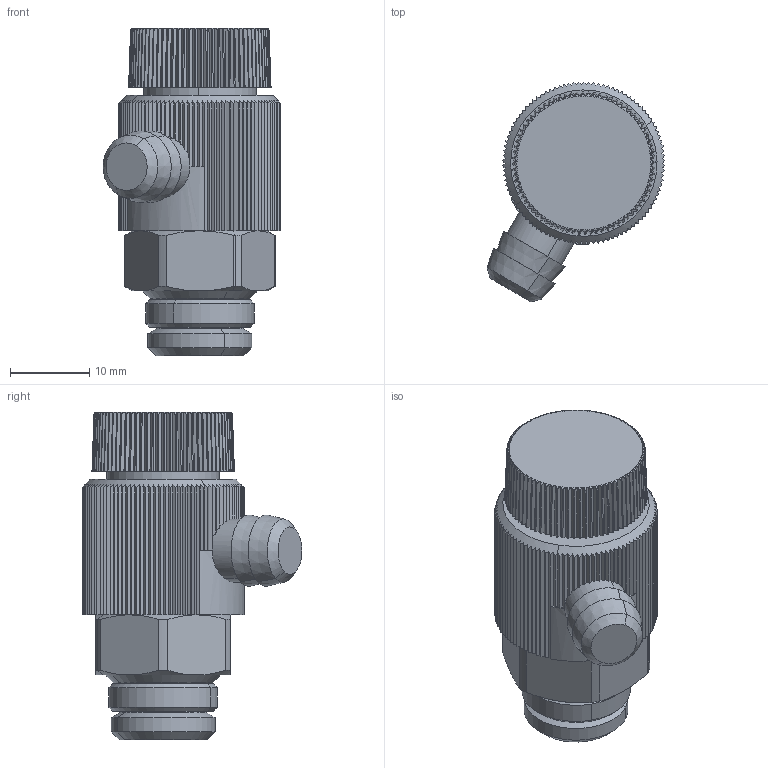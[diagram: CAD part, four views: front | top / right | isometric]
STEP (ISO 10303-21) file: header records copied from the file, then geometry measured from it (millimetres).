
FILE_DESCRIPTION(('CATIA V5 STEP Exchange'),'2;1');
FILE_NAME('STEP_337121_-_TST.stp','2018-06-05T11:48:34+00:00',('none'),('none'),'CATIA Version 5-6 Release 2016 SP4','CATIA V5 STEP AP203','none');
FILE_SCHEMA(('CONFIG_CONTROL_DESIGN'));
Length unit declared in the file: millimetre
Products named in the file (1): _3371210001_sw0001
Bounding box: 22.45 x 27.77 x 41.4 mm (x, y, z)
Surface area: 5156.1 mm2 (no closed solid volume)
Topology: 0 solids, 9 shells, 849 faces, 2274 edges, 1433 vertices
Faces by surface type: plane 469, cylinder 194, cone 110, torus 76
Entity records: 28824 total; most frequent: CARTESIAN_POINT 9159, ORIENTED_EDGE 4336, DIRECTION 3374, EDGE_CURVE 2274, AXIS2_PLACEMENT_3D 1495, VERTEX_POINT 1433, VECTOR 1030, LINE 1030
